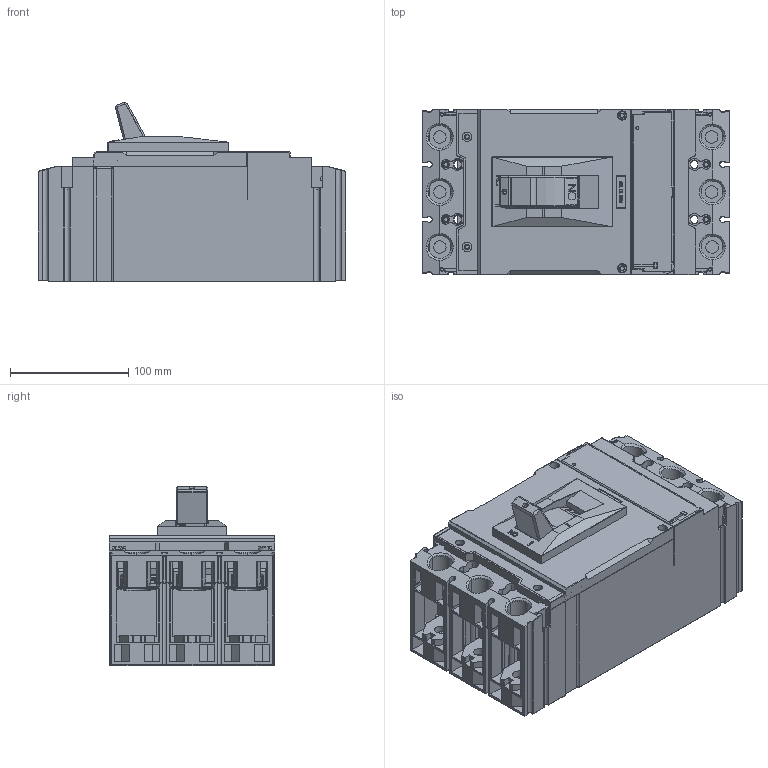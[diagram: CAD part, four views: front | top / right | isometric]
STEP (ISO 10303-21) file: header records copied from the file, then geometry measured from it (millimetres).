
FILE_DESCRIPTION(/* description */ (''),/* implementation_level */ '2;1');
FILE_NAME(/* name */ 'FILE_STP_CAD_DRAWING_3D_P5ME3PS0400-630_prt.stp',/* time_stamp */ '2025-07-29T17:12:08+02:00',/* author */ (''),/* organization */ (''),/* preprocessor_version */ 'ST-DEVELOPER v20',/* originating_system */ 'SIEMENS PLM Software NX2406.8500',/* authorisation */ '');
FILE_SCHEMA (('AUTOMOTIVE_DESIGN { 1 0 10303 214 3 1 1 1 }'));
Products named in the file (1): 3D_P5ME3PS0400-630
Bounding box: 260 x 140 x 151.94 mm (x, y, z)
Surface area: 344488.5 mm2 (no closed solid volume)
Topology: 0 solids, 102 shells, 1948 faces, 9779 edges, 7617 vertices
Faces by surface type: plane 987, cylinder 710, torus 82, sphere 55, cone 54, bspline 52, extrusion 8
Entity records: 103875 total; most frequent: CARTESIAN_POINT 28520, DIRECTION 14695, ORIENTED_EDGE 13883, EDGE_CURVE 9732, VERTEX_POINT 7616, VECTOR 6313, LINE 6305, AXIS2_PLACEMENT_3D 4191
